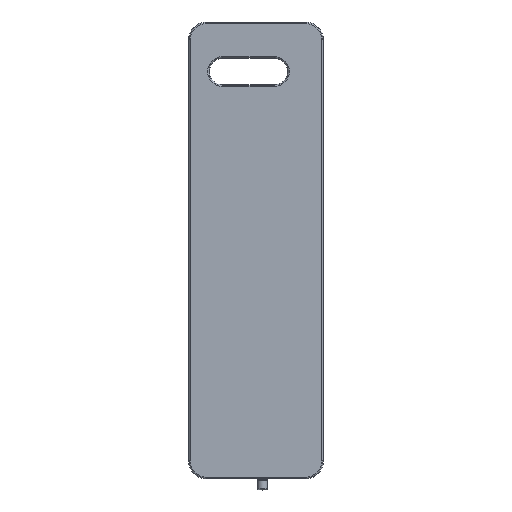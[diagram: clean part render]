
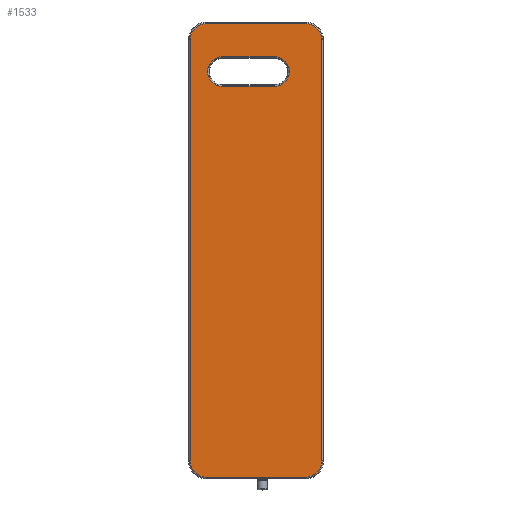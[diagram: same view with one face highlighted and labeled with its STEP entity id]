
A CAD part, top view. The second image highlights one B-rep face of the part: STEP entity #1533.
In plain terms, the highlighted planar face has unit normal (0, 0, 1).
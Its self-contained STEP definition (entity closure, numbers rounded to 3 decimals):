
#168=DIRECTION('',(1.,0.,0.));
#169=VECTOR('',#168,200.);
#170=CARTESIAN_POINT('',(-129.,747.475,0.));
#171=LINE('',#170,#169);
#175=CARTESIAN_POINT('',(-129.,690.,0.));
#176=DIRECTION('',(0.,0.,-1.));
#177=DIRECTION('',(0.,-1.,0.));
#178=AXIS2_PLACEMENT_3D('',#175,#176,#177);
#183=DIRECTION('',(-1.,0.,0.));
#184=VECTOR('',#183,200.);
#185=CARTESIAN_POINT('',(71.,632.525,0.));
#186=LINE('',#185,#184);
#190=CARTESIAN_POINT('',(71.,690.,0.));
#191=DIRECTION('',(0.,0.,-1.));
#192=DIRECTION('',(0.,1.,0.));
#193=AXIS2_PLACEMENT_3D('',#190,#191,#192);
#198=DIRECTION('',(0.,-1.,0.));
#199=VECTOR('',#198,1625.);
#200=CARTESIAN_POINT('',(-253.525,812.5,0.));
#201=LINE('',#200,#199);
#205=CARTESIAN_POINT('',(-191.,812.5,0.));
#206=DIRECTION('',(0.,0.,1.));
#207=DIRECTION('',(0.,1.,0.));
#208=AXIS2_PLACEMENT_3D('',#205,#206,#207);
#213=DIRECTION('',(-1.,0.,0.));
#214=VECTOR('',#213,382.);
#215=CARTESIAN_POINT('',(191.,875.025,0.));
#216=LINE('',#215,#214);
#220=CARTESIAN_POINT('',(191.,812.5,0.));
#221=DIRECTION('',(0.,0.,1.));
#222=DIRECTION('',(1.,0.,0.));
#223=AXIS2_PLACEMENT_3D('',#220,#221,#222);
#228=DIRECTION('',(0.,1.,0.));
#229=VECTOR('',#228,1625.);
#230=CARTESIAN_POINT('',(253.525,-812.5,0.));
#231=LINE('',#230,#229);
#235=CARTESIAN_POINT('',(191.,-812.5,0.));
#236=DIRECTION('',(0.,0.,1.));
#237=DIRECTION('',(0.,-1.,0.));
#238=AXIS2_PLACEMENT_3D('',#235,#236,#237);
#243=DIRECTION('',(1.,0.,0.));
#244=VECTOR('',#243,382.);
#245=CARTESIAN_POINT('',(-191.,-875.025,0.));
#246=LINE('',#245,#244);
#250=CARTESIAN_POINT('',(-191.,-812.5,0.));
#251=DIRECTION('',(0.,0.,1.));
#252=DIRECTION('',(-1.,0.,0.));
#253=AXIS2_PLACEMENT_3D('',#250,#251,#252);
#1332=CARTESIAN_POINT('',(-129.,747.475,0.));
#1333=CARTESIAN_POINT('',(71.,747.475,0.));
#1334=VERTEX_POINT('',#1332);
#1335=VERTEX_POINT('',#1333);
#1340=CARTESIAN_POINT('',(71.,632.525,0.));
#1341=VERTEX_POINT('',#1340);
#1344=CARTESIAN_POINT('',(-129.,632.525,0.));
#1345=VERTEX_POINT('',#1344);
#1348=CARTESIAN_POINT('',(-253.525,812.5,0.));
#1349=CARTESIAN_POINT('',(-253.525,-812.5,0.));
#1350=VERTEX_POINT('',#1348);
#1351=VERTEX_POINT('',#1349);
#1356=CARTESIAN_POINT('',(-191.,-875.025,0.));
#1357=VERTEX_POINT('',#1356);
#1360=CARTESIAN_POINT('',(191.,-875.025,0.));
#1361=VERTEX_POINT('',#1360);
#1364=CARTESIAN_POINT('',(253.525,-812.5,0.));
#1365=VERTEX_POINT('',#1364);
#1368=CARTESIAN_POINT('',(253.525,812.5,0.));
#1369=VERTEX_POINT('',#1368);
#1372=CARTESIAN_POINT('',(191.,875.025,0.));
#1373=VERTEX_POINT('',#1372);
#1376=CARTESIAN_POINT('',(-191.,875.025,0.));
#1377=VERTEX_POINT('',#1376);
#1500=CARTESIAN_POINT('',(0.,0.,0.));
#1501=DIRECTION('',(0.,0.,1.));
#1502=DIRECTION('',(1.,0.,0.));
#1503=AXIS2_PLACEMENT_3D('',#1500,#1501,#1502);
#1504=PLANE('',#1503);
#1506=ORIENTED_EDGE('',*,*,#1505,.F.);
#1508=ORIENTED_EDGE('',*,*,#1507,.F.);
#1510=ORIENTED_EDGE('',*,*,#1509,.F.);
#1512=ORIENTED_EDGE('',*,*,#1511,.F.);
#1514=ORIENTED_EDGE('',*,*,#1513,.F.);
#1516=ORIENTED_EDGE('',*,*,#1515,.F.);
#1518=ORIENTED_EDGE('',*,*,#1517,.F.);
#1520=ORIENTED_EDGE('',*,*,#1519,.F.);
#1521=EDGE_LOOP('',(#1506,#1508,#1510,#1512,#1514,#1516,#1518,#1520));
#1522=FACE_OUTER_BOUND('',#1521,.F.);
#1524=ORIENTED_EDGE('',*,*,#1523,.F.);
#1526=ORIENTED_EDGE('',*,*,#1525,.F.);
#1528=ORIENTED_EDGE('',*,*,#1527,.F.);
#1530=ORIENTED_EDGE('',*,*,#1529,.F.);
#1531=EDGE_LOOP('',(#1524,#1526,#1528,#1530));
#1532=FACE_BOUND('',#1531,.F.);
#179=CIRCLE('',#178,57.475);
#194=CIRCLE('',#193,57.475);
#209=CIRCLE('',#208,62.525);
#224=CIRCLE('',#223,62.525);
#239=CIRCLE('',#238,62.525);
#254=CIRCLE('',#253,62.525);
#1505=EDGE_CURVE('',#1350,#1351,#201,.T.);
#1507=EDGE_CURVE('',#1377,#1350,#209,.T.);
#1509=EDGE_CURVE('',#1373,#1377,#216,.T.);
#1511=EDGE_CURVE('',#1369,#1373,#224,.T.);
#1513=EDGE_CURVE('',#1365,#1369,#231,.T.);
#1515=EDGE_CURVE('',#1361,#1365,#239,.T.);
#1517=EDGE_CURVE('',#1357,#1361,#246,.T.);
#1519=EDGE_CURVE('',#1351,#1357,#254,.T.);
#1523=EDGE_CURVE('',#1334,#1335,#171,.T.);
#1525=EDGE_CURVE('',#1345,#1334,#179,.T.);
#1527=EDGE_CURVE('',#1341,#1345,#186,.T.);
#1529=EDGE_CURVE('',#1335,#1341,#194,.T.);
#1533=ADVANCED_FACE('',(#1522,#1532),#1504,.T.);
